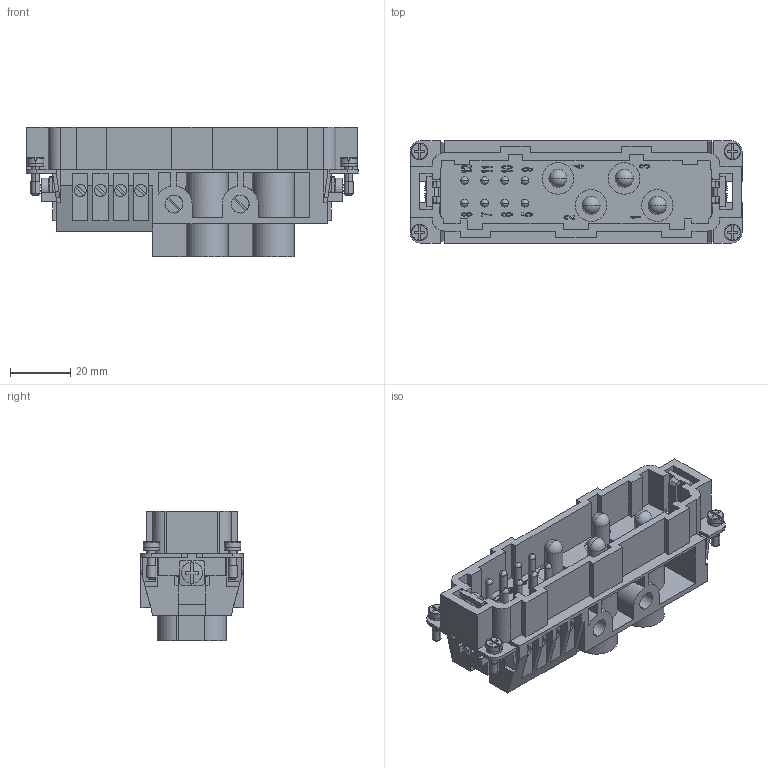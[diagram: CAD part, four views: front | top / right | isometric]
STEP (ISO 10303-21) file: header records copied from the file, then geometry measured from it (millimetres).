
FILE_DESCRIPTION(('Creo Elements/Direct Modeling STEP Export'),'2;1');
FILE_NAME('0ln7uvk4917dreq3976','2017-02-02T14:55:27',(''),(''),'PTC Creo Elements/Direct Modeling STEP processor for AP214 (Solid Model)','PTC Creo Elements/Direct Modeling 19.0E 27-Jun-2016 (C) Parametric Technology GmbH','');
FILE_SCHEMA(('AUTOMOTIVE_DESIGN { 1 0 10303 214 1 1 1 1 }'));
Products named in the file (1): CXM_4-8_RY
Bounding box: 110.3 x 34 x 43 mm (x, y, z)
Volume: 55883.6 mm3; surface area: 43654.1 mm2
Topology: 5 solids, 22 shells, 1677 faces, 4410 edges, 2886 vertices
Faces by surface type: plane 1058, cylinder 343, bspline 216, sphere 36, torus 16, cone 8
Entity records: 81390 total; most frequent: CARTESIAN_POINT 27288, ORIENTED_EDGE 8788, DIRECTION 7686, EDGE_CURVE 4394, VECTOR 2932, LINE 2932, VERTEX_POINT 2886, AXIS2_PLACEMENT_3D 2377
